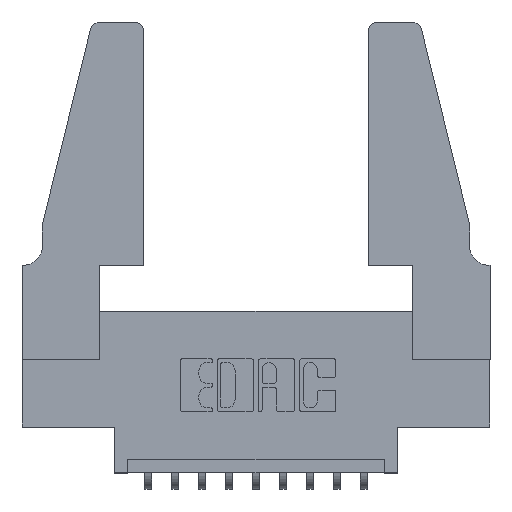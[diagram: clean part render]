
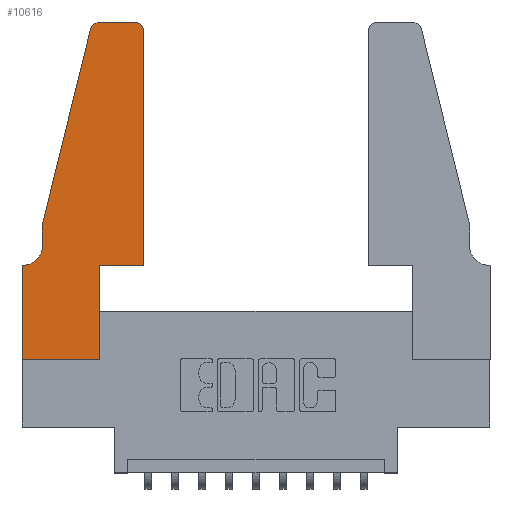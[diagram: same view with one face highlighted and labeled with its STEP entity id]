
A CAD part, top view. The second image highlights one B-rep face of the part: STEP entity #10616.
In plain terms, the highlighted planar face has unit normal (0, 0, 1).
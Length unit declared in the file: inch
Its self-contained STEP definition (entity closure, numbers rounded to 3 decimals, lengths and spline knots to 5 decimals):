
#9 = LINE ( 'NONE', #7812, #2143 ) ;
#59 = CARTESIAN_POINT ( 'NONE',  ( 0.0755, 0.35, 0.37 ) ) ;
#64 = DIRECTION ( 'NONE',  ( -1., 0., 0. ) ) ;
#211 = FACE_OUTER_BOUND ( 'NONE', #7288, .T. ) ;
#371 = VECTOR ( 'NONE', #11753, 39.37008 ) ;
#533 = DIRECTION ( 'NONE',  ( 0., 1., 0. ) ) ;
#642 = AXIS2_PLACEMENT_3D ( 'NONE', #3619, #7731, #6590 ) ;
#847 = CIRCLE ( 'NONE', #8548, 0.07 ) ;
#1006 = CARTESIAN_POINT ( 'NONE',  ( 0.4505, 0.35, 0.37 ) ) ;
#1070 = VERTEX_POINT ( 'NONE', #11125 ) ;
#1079 = ORIENTED_EDGE ( 'NONE', *, *, #4659, .T. ) ;
#1210 = EDGE_CURVE ( 'NONE', #4734, #1483, #5883, .T. ) ;
#1324 = CARTESIAN_POINT ( 'NONE',  ( 0.0755, 0.5, 0.37 ) ) ;
#1483 = VERTEX_POINT ( 'NONE', #8865 ) ;
#1732 = VERTEX_POINT ( 'NONE', #13531 ) ;
#1803 = EDGE_CURVE ( 'NONE', #5973, #1070, #7349, .T. ) ;
#1979 = VECTOR ( 'NONE', #9424, 39.37008 ) ;
#2143 = VECTOR ( 'NONE', #5739, 39.37008 ) ;
#2282 = CARTESIAN_POINT ( 'NONE',  ( 0., 0., 0.37 ) ) ;
#2410 = EDGE_CURVE ( 'NONE', #1732, #7601, #4554, .T. ) ;
#2517 = VERTEX_POINT ( 'NONE', #12376 ) ;
#2567 = CARTESIAN_POINT ( 'NONE',  ( 0.2865, 0.35, 0.37 ) ) ;
#2740 = CARTESIAN_POINT ( 'NONE',  ( 0.0755, 0.5, 0.37 ) ) ;
#2999 = DIRECTION ( 'NONE',  ( -1., 0., 0. ) ) ;
#3121 = VECTOR ( 'NONE', #533, 39.37008 ) ;
#3164 = VERTEX_POINT ( 'NONE', #4776 ) ;
#3487 = CARTESIAN_POINT ( 'NONE',  ( 0.4205, 1.22, 0.37 ) ) ;
#3619 = CARTESIAN_POINT ( 'NONE',  ( 0.284, 1.22, 0.37 ) ) ;
#3719 = LINE ( 'NONE', #2282, #11273 ) ;
#3745 = DIRECTION ( 'NONE',  ( -1., 0., 0. ) ) ;
#3754 = ORIENTED_EDGE ( 'NONE', *, *, #7000, .T. ) ;
#3912 = VECTOR ( 'NONE', #4149, 39.37008 ) ;
#3950 = CARTESIAN_POINT ( 'NONE',  ( 0.0055, 0.35, 0.37 ) ) ;
#4079 = ORIENTED_EDGE ( 'NONE', *, *, #11617, .T. ) ;
#4124 = EDGE_CURVE ( 'NONE', #5799, #2517, #3719, .T. ) ;
#4149 = DIRECTION ( 'NONE',  ( 0., 1., 0. ) ) ;
#4534 = ORIENTED_EDGE ( 'NONE', *, *, #1210, .T. ) ;
#4554 = LINE ( 'NONE', #1006, #3912 ) ;
#4659 = EDGE_CURVE ( 'NONE', #3164, #6558, #9450, .T. ) ;
#4734 = VERTEX_POINT ( 'NONE', #12788 ) ;
#4741 = PLANE ( 'NONE',  #8359 ) ;
#4776 = CARTESIAN_POINT ( 'NONE',  ( 0.25487, 1.22718, 0.37 ) ) ;
#4934 = DIRECTION ( 'NONE',  ( 0., 0., -1. ) ) ;
#4975 = ORIENTED_EDGE ( 'NONE', *, *, #10440, .T. ) ;
#5136 = ORIENTED_EDGE ( 'NONE', *, *, #1803, .T. ) ;
#5227 = VECTOR ( 'NONE', #64, 39.37008 ) ;
#5249 = CARTESIAN_POINT ( 'NONE',  ( 0., 0., 0.37 ) ) ;
#5287 = CIRCLE ( 'NONE', #642, 0.03 ) ;
#5739 = DIRECTION ( 'NONE',  ( 1., 0., 0. ) ) ;
#5760 = AXIS2_PLACEMENT_3D ( 'NONE', #3487, #9840, #12978 ) ;
#5799 = VERTEX_POINT ( 'NONE', #7878 ) ;
#5836 = DIRECTION ( 'NONE',  ( 0., 0., 1. ) ) ;
#5853 = CARTESIAN_POINT ( 'NONE',  ( 0.0755, 0.42, 0.37 ) ) ;
#5883 = LINE ( 'NONE', #2567, #3121 ) ;
#5973 = VERTEX_POINT ( 'NONE', #6001 ) ;
#6001 = CARTESIAN_POINT ( 'NONE',  ( 0.4205, 1.25, 0.37 ) ) ;
#6040 = ORIENTED_EDGE ( 'NONE', *, *, #9048, .T. ) ;
#6065 = CIRCLE ( 'NONE', #5760, 0.03 ) ;
#6558 = VERTEX_POINT ( 'NONE', #2740 ) ;
#6590 = DIRECTION ( 'NONE',  ( 1., 0., 0. ) ) ;
#6770 = VERTEX_POINT ( 'NONE', #5853 ) ;
#7000 = EDGE_CURVE ( 'NONE', #7859, #5799, #11004, .T. ) ;
#7288 = EDGE_LOOP ( 'NONE', ( #5136, #4975, #1079, #10870, #7974, #3754, #7631, #10876, #4534, #4079, #10880, #6040 ) ) ;
#7349 = LINE ( 'NONE', #10522, #5227 ) ;
#7555 = EDGE_CURVE ( 'NONE', #2517, #4734, #11963, .T. ) ;
#7601 = VERTEX_POINT ( 'NONE', #12670 ) ;
#7631 = ORIENTED_EDGE ( 'NONE', *, *, #4124, .T. ) ;
#7731 = DIRECTION ( 'NONE',  ( 0., 0., 1. ) ) ;
#7783 = DIRECTION ( 'NONE',  ( -0.239, -0.971, 0. ) ) ;
#7812 = CARTESIAN_POINT ( 'NONE',  ( 0.4505, 0.35, 0.37 ) ) ;
#7859 = VERTEX_POINT ( 'NONE', #3950 ) ;
#7878 = CARTESIAN_POINT ( 'NONE',  ( 0., 0.35, 0.37 ) ) ;
#7974 = ORIENTED_EDGE ( 'NONE', *, *, #11643, .T. ) ;
#8010 = DIRECTION ( 'NONE',  ( 1., 0., 0. ) ) ;
#8359 = AXIS2_PLACEMENT_3D ( 'NONE', #12129, #5836, #8010 ) ;
#8402 = VECTOR ( 'NONE', #2999, 39.37008 ) ;
#8548 = AXIS2_PLACEMENT_3D ( 'NONE', #12264, #4934, #3745 ) ;
#8576 = LINE ( 'NONE', #1324, #371 ) ;
#8865 = CARTESIAN_POINT ( 'NONE',  ( 0.2865, 0.35, 0.37 ) ) ;
#9048 = EDGE_CURVE ( 'NONE', #7601, #5973, #6065, .T. ) ;
#9108 = VECTOR ( 'NONE', #7783, 39.37008 ) ;
#9424 = DIRECTION ( 'NONE',  ( 1., 0., 0. ) ) ;
#9450 = LINE ( 'NONE', #10075, #9108 ) ;
#9840 = DIRECTION ( 'NONE',  ( 0., 0., 1. ) ) ;
#10075 = CARTESIAN_POINT ( 'NONE',  ( 0.0755, 0.5, 0.37 ) ) ;
#10440 = EDGE_CURVE ( 'NONE', #1070, #3164, #5287, .T. ) ;
#10522 = CARTESIAN_POINT ( 'NONE',  ( 0.2605, 1.25, 0.37 ) ) ;
#10616 = ADVANCED_FACE ( 'NONE', ( #211 ), #4741, .T. ) ;
#10771 = DIRECTION ( 'NONE',  ( 0., -1., 0. ) ) ;
#10870 = ORIENTED_EDGE ( 'NONE', *, *, #11033, .T. ) ;
#10876 = ORIENTED_EDGE ( 'NONE', *, *, #7555, .T. ) ;
#10880 = ORIENTED_EDGE ( 'NONE', *, *, #2410, .T. ) ;
#11004 = LINE ( 'NONE', #59, #8402 ) ;
#11033 = EDGE_CURVE ( 'NONE', #6558, #6770, #8576, .T. ) ;
#11125 = CARTESIAN_POINT ( 'NONE',  ( 0.284, 1.25, 0.37 ) ) ;
#11273 = VECTOR ( 'NONE', #10771, 39.37008 ) ;
#11617 = EDGE_CURVE ( 'NONE', #1483, #1732, #9, .T. ) ;
#11643 = EDGE_CURVE ( 'NONE', #6770, #7859, #847, .T. ) ;
#11753 = DIRECTION ( 'NONE',  ( 0., -1., 0. ) ) ;
#11963 = LINE ( 'NONE', #5249, #1979 ) ;
#12129 = CARTESIAN_POINT ( 'NONE',  ( 0., 0.35, 0.37 ) ) ;
#12264 = CARTESIAN_POINT ( 'NONE',  ( 0.0055, 0.42, 0.37 ) ) ;
#12376 = CARTESIAN_POINT ( 'NONE',  ( 0., 0., 0.37 ) ) ;
#12670 = CARTESIAN_POINT ( 'NONE',  ( 0.4505, 1.22, 0.37 ) ) ;
#12788 = CARTESIAN_POINT ( 'NONE',  ( 0.2865, 0., 0.37 ) ) ;
#12978 = DIRECTION ( 'NONE',  ( 1., 0., 0. ) ) ;
#13531 = CARTESIAN_POINT ( 'NONE',  ( 0.4505, 0.35, 0.37 ) ) ;
